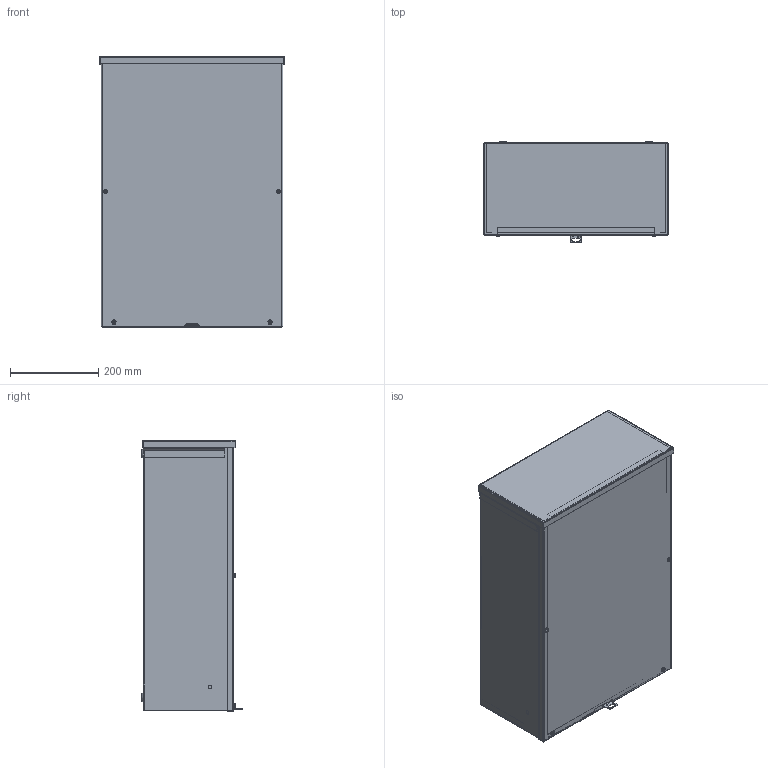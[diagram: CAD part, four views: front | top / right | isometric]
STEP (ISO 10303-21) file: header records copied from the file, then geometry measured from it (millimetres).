
FILE_DESCRIPTION (( 'STEP AP203' ), '1' );
FILE_NAME ('C3R24168SC_Default.step', '2019-11-12T22:52:24', ( '' ), ( '' ), 'SwSTEP 2.0', 'SolidWorks 2019', '' );
FILE_SCHEMA (( 'CONFIG_CONTROL_DESIGN' ));
Length unit declared in the file: inch
Products named in the file (1): C3R24168SC_Default
Bounding box: 418.82 x 228.02 x 612.65 mm (x, y, z)
Volume: 1438636 mm3; surface area: 1996705.8 mm2
Topology: 11 solids, 11 shells, 433 faces, 1091 edges, 693 vertices
Faces by surface type: plane 226, cylinder 121, bspline 56, cone 30
Entity records: 15962 total; most frequent: CARTESIAN_POINT 5676, ORIENTED_EDGE 2178, DIRECTION 2065, EDGE_CURVE 1089, AXIS2_PLACEMENT_3D 730, VERTEX_POINT 693, LINE 605, VECTOR 605
